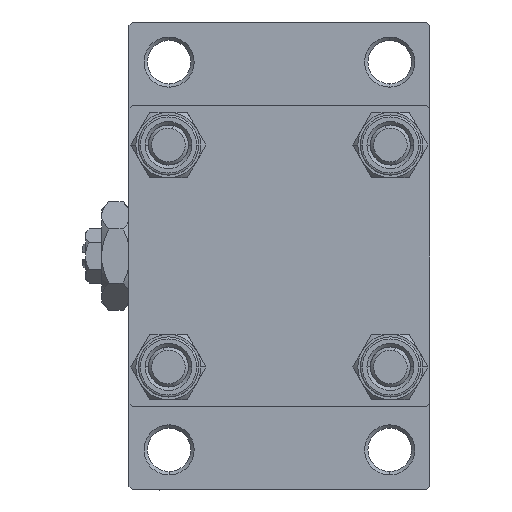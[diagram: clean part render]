
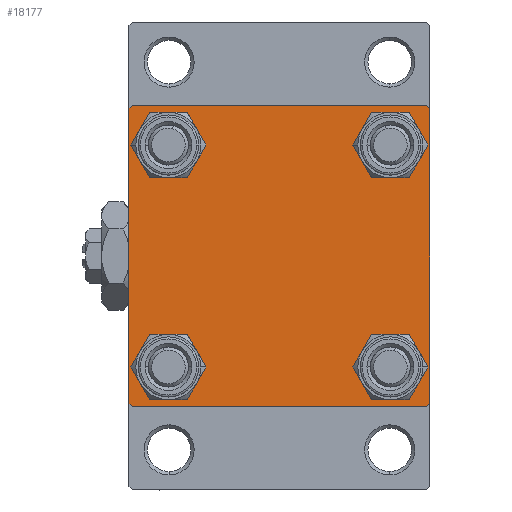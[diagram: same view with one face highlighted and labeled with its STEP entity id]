
A CAD part, left-side view. The second image highlights one B-rep face of the part: STEP entity #18177.
In plain terms, the highlighted planar face has unit normal (-1, 0, 0).
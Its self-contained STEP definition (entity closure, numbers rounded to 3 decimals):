
#113 = DIRECTION ( 'NONE',  ( 0., -1., 0. ) ) ;
#573 = VERTEX_POINT ( 'NONE', #5918 ) ;
#1398 = DIRECTION ( 'NONE',  ( 1., 0., 0. ) ) ;
#1875 = CIRCLE ( 'NONE', #27211, 3.5 ) ;
#2580 = ORIENTED_EDGE ( 'NONE', *, *, #29804, .T. ) ;
#3000 = EDGE_CURVE ( 'NONE', #29630, #36252, #13459, .T. ) ;
#3054 = DIRECTION ( 'NONE',  ( 1., 0., 0. ) ) ;
#3248 = AXIS2_PLACEMENT_3D ( 'NONE', #47573, #1398, #43603 ) ;
#3304 = DIRECTION ( 'NONE',  ( -1., 0., 0. ) ) ;
#3393 = AXIS2_PLACEMENT_3D ( 'NONE', #29665, #24948, #36364 ) ;
#3620 = EDGE_CURVE ( 'NONE', #24952, #14111, #33694, .T. ) ;
#3738 = LINE ( 'NONE', #18129, #36506 ) ;
#3892 = DIRECTION ( 'NONE',  ( 1., 0., 0. ) ) ;
#3917 = EDGE_CURVE ( 'NONE', #30391, #48947, #29382, .T. ) ;
#3963 = CIRCLE ( 'NONE', #32524, 3.5 ) ;
#4075 = VECTOR ( 'NONE', #37555, 1000. ) ;
#5020 = CARTESIAN_POINT ( 'NONE',  ( 0., -16.6, 13.1 ) ) ;
#5580 = CARTESIAN_POINT ( 'NONE',  ( 0., 22.25, 22.25 ) ) ;
#5618 = EDGE_CURVE ( 'NONE', #27444, #32879, #7230, .T. ) ;
#5918 = CARTESIAN_POINT ( 'NONE',  ( 0., 22., -22.5 ) ) ;
#6722 = VECTOR ( 'NONE', #113, 1000. ) ;
#6857 = CARTESIAN_POINT ( 'NONE',  ( 0., 22., 22.5 ) ) ;
#6928 = CARTESIAN_POINT ( 'NONE',  ( 0., -22., -22.5 ) ) ;
#7034 = ORIENTED_EDGE ( 'NONE', *, *, #39645, .T. ) ;
#7230 = CIRCLE ( 'NONE', #3248, 3.5 ) ;
#7282 = DIRECTION ( 'NONE',  ( 0., 0., 1. ) ) ;
#8121 = AXIS2_PLACEMENT_3D ( 'NONE', #29732, #49078, #11334 ) ;
#9026 = CARTESIAN_POINT ( 'NONE',  ( 0., -16.6, -13.1 ) ) ;
#9586 = CARTESIAN_POINT ( 'NONE',  ( 0., 22.25, -22.25 ) ) ;
#10506 = CARTESIAN_POINT ( 'NONE',  ( 0., -22.5, 22.5 ) ) ;
#10767 = FACE_BOUND ( 'NONE', #33516, .T. ) ;
#11046 = CARTESIAN_POINT ( 'NONE',  ( 0., 22.5, -22.5 ) ) ;
#11229 = LINE ( 'NONE', #10506, #21746 ) ;
#11240 = CARTESIAN_POINT ( 'NONE',  ( 0., 16.6, 16.6 ) ) ;
#11334 = DIRECTION ( 'NONE',  ( 0., 0., 1. ) ) ;
#11512 = ORIENTED_EDGE ( 'NONE', *, *, #3000, .T. ) ;
#12979 = CARTESIAN_POINT ( 'NONE',  ( 0., 16.6, 16.6 ) ) ;
#13261 = ORIENTED_EDGE ( 'NONE', *, *, #38341, .T. ) ;
#13459 = CIRCLE ( 'NONE', #38051, 3.5 ) ;
#13508 = DIRECTION ( 'NONE',  ( 0., 0.707, -0.707 ) ) ;
#14111 = VERTEX_POINT ( 'NONE', #28778 ) ;
#14517 = EDGE_CURVE ( 'NONE', #24952, #48890, #16730, .T. ) ;
#14548 = VECTOR ( 'NONE', #13508, 1000. ) ;
#14555 = AXIS2_PLACEMENT_3D ( 'NONE', #37674, #3892, #41655 ) ;
#15631 = CARTESIAN_POINT ( 'NONE',  ( 0., 16.6, -13.1 ) ) ;
#15637 = VERTEX_POINT ( 'NONE', #34110 ) ;
#15706 = ORIENTED_EDGE ( 'NONE', *, *, #3620, .F. ) ;
#15945 = ORIENTED_EDGE ( 'NONE', *, *, #37895, .T. ) ;
#16350 = CARTESIAN_POINT ( 'NONE',  ( 0., -22.5, -22. ) ) ;
#16730 = LINE ( 'NONE', #5580, #14548 ) ;
#16886 = CIRCLE ( 'NONE', #3393, 3.5 ) ;
#17047 = CARTESIAN_POINT ( 'NONE',  ( 0., 16.6, -20.1 ) ) ;
#17235 = VERTEX_POINT ( 'NONE', #15631 ) ;
#17445 = EDGE_LOOP ( 'NONE', ( #19356, #32051, #44860, #15945, #29897, #2580, #15706, #30576 ) ) ;
#18129 = CARTESIAN_POINT ( 'NONE',  ( 0., -22.25, 22.25 ) ) ;
#18177 = ADVANCED_FACE ( 'NONE', ( #40573, #29639, #44791, #10767, #25898 ), #33864, .T. ) ;
#19223 = CARTESIAN_POINT ( 'NONE',  ( 0., 16.6, 20.1 ) ) ;
#19356 = ORIENTED_EDGE ( 'NONE', *, *, #35774, .T. ) ;
#21280 = EDGE_CURVE ( 'NONE', #573, #48206, #23435, .T. ) ;
#21746 = VECTOR ( 'NONE', #48739, 1000. ) ;
#21837 = VERTEX_POINT ( 'NONE', #16350 ) ;
#23408 = DIRECTION ( 'NONE',  ( 1., 0., 0. ) ) ;
#23435 = LINE ( 'NONE', #11046, #6722 ) ;
#24330 = VERTEX_POINT ( 'NONE', #29372 ) ;
#24819 = LINE ( 'NONE', #39994, #45376 ) ;
#24948 = DIRECTION ( 'NONE',  ( 1., 0., 0. ) ) ;
#24952 = VERTEX_POINT ( 'NONE', #6857 ) ;
#25507 = DIRECTION ( 'NONE',  ( 0., 0., 1. ) ) ;
#25898 = FACE_OUTER_BOUND ( 'NONE', #17445, .T. ) ;
#26469 = EDGE_LOOP ( 'NONE', ( #27260, #13261 ) ) ;
#26861 = CARTESIAN_POINT ( 'NONE',  ( 0., 22.5, 22.5 ) ) ;
#27211 = AXIS2_PLACEMENT_3D ( 'NONE', #46594, #27960, #39883 ) ;
#27260 = ORIENTED_EDGE ( 'NONE', *, *, #5618, .T. ) ;
#27444 = VERTEX_POINT ( 'NONE', #9026 ) ;
#27847 = CARTESIAN_POINT ( 'NONE',  ( 0., 22.5, 22. ) ) ;
#27960 = DIRECTION ( 'NONE',  ( 1., 0., 0. ) ) ;
#27968 = CIRCLE ( 'NONE', #8121, 3.5 ) ;
#28778 = CARTESIAN_POINT ( 'NONE',  ( 0., -22., 22.5 ) ) ;
#28794 = EDGE_CURVE ( 'NONE', #48947, #30391, #3963, .T. ) ;
#29372 = CARTESIAN_POINT ( 'NONE',  ( 0., -22.5, 22. ) ) ;
#29382 = CIRCLE ( 'NONE', #33360, 3.5 ) ;
#29630 = VERTEX_POINT ( 'NONE', #5020 ) ;
#29639 = FACE_BOUND ( 'NONE', #26469, .T. ) ;
#29665 = CARTESIAN_POINT ( 'NONE',  ( 0., 16.6, -16.6 ) ) ;
#29732 = CARTESIAN_POINT ( 'NONE',  ( 0., -16.6, -16.6 ) ) ;
#29804 = EDGE_CURVE ( 'NONE', #24330, #14111, #3738, .T. ) ;
#29897 = ORIENTED_EDGE ( 'NONE', *, *, #43010, .F. ) ;
#30391 = VERTEX_POINT ( 'NONE', #30939 ) ;
#30576 = ORIENTED_EDGE ( 'NONE', *, *, #14517, .T. ) ;
#30939 = CARTESIAN_POINT ( 'NONE',  ( 0., 16.6, 13.1 ) ) ;
#31127 = EDGE_LOOP ( 'NONE', ( #42854, #7034 ) ) ;
#31501 = EDGE_CURVE ( 'NONE', #15637, #573, #40133, .T. ) ;
#32051 = ORIENTED_EDGE ( 'NONE', *, *, #31501, .T. ) ;
#32524 = AXIS2_PLACEMENT_3D ( 'NONE', #11240, #3054, #7282 ) ;
#32531 = ORIENTED_EDGE ( 'NONE', *, *, #28794, .T. ) ;
#32686 = DIRECTION ( 'NONE',  ( 0., -0.707, -0.707 ) ) ;
#32879 = VERTEX_POINT ( 'NONE', #48498 ) ;
#32894 = AXIS2_PLACEMENT_3D ( 'NONE', #37330, #3304, #48751 ) ;
#33360 = AXIS2_PLACEMENT_3D ( 'NONE', #12979, #23408, #42788 ) ;
#33516 = EDGE_LOOP ( 'NONE', ( #32531, #48317 ) ) ;
#33561 = DIRECTION ( 'NONE',  ( 0., 0.707, 0.707 ) ) ;
#33694 = LINE ( 'NONE', #41872, #46009 ) ;
#33864 = PLANE ( 'NONE',  #32894 ) ;
#34110 = CARTESIAN_POINT ( 'NONE',  ( 0., 22.5, -22. ) ) ;
#34217 = CARTESIAN_POINT ( 'NONE',  ( 0., -16.6, 20.1 ) ) ;
#35774 = EDGE_CURVE ( 'NONE', #48890, #15637, #37799, .T. ) ;
#36252 = VERTEX_POINT ( 'NONE', #34217 ) ;
#36364 = DIRECTION ( 'NONE',  ( 0., 0., 1. ) ) ;
#36506 = VECTOR ( 'NONE', #33561, 1000. ) ;
#37180 = CARTESIAN_POINT ( 'NONE',  ( 0., -16.6, 16.6 ) ) ;
#37330 = CARTESIAN_POINT ( 'NONE',  ( 0., 0., 0. ) ) ;
#37555 = DIRECTION ( 'NONE',  ( 0., 0., -1. ) ) ;
#37674 = CARTESIAN_POINT ( 'NONE',  ( 0., 16.6, -16.6 ) ) ;
#37799 = LINE ( 'NONE', #26861, #4075 ) ;
#37895 = EDGE_CURVE ( 'NONE', #48206, #21837, #24819, .T. ) ;
#38051 = AXIS2_PLACEMENT_3D ( 'NONE', #37180, #40421, #25507 ) ;
#38341 = EDGE_CURVE ( 'NONE', #32879, #27444, #27968, .T. ) ;
#39098 = EDGE_LOOP ( 'NONE', ( #48289, #11512 ) ) ;
#39645 = EDGE_CURVE ( 'NONE', #46243, #17235, #16886, .T. ) ;
#39717 = VECTOR ( 'NONE', #32686, 1000. ) ;
#39883 = DIRECTION ( 'NONE',  ( 0., 0., 1. ) ) ;
#39994 = CARTESIAN_POINT ( 'NONE',  ( 0., -22.25, -22.25 ) ) ;
#40133 = LINE ( 'NONE', #9586, #39717 ) ;
#40421 = DIRECTION ( 'NONE',  ( 1., 0., 0. ) ) ;
#40443 = EDGE_CURVE ( 'NONE', #36252, #29630, #1875, .T. ) ;
#40573 = FACE_BOUND ( 'NONE', #39098, .T. ) ;
#41544 = EDGE_CURVE ( 'NONE', #17235, #46243, #43143, .T. ) ;
#41655 = DIRECTION ( 'NONE',  ( 0., 0., 1. ) ) ;
#41872 = CARTESIAN_POINT ( 'NONE',  ( 0., 22.5, 22.5 ) ) ;
#42788 = DIRECTION ( 'NONE',  ( 0., 0., 1. ) ) ;
#42854 = ORIENTED_EDGE ( 'NONE', *, *, #41544, .T. ) ;
#43010 = EDGE_CURVE ( 'NONE', #24330, #21837, #11229, .T. ) ;
#43143 = CIRCLE ( 'NONE', #14555, 3.5 ) ;
#43603 = DIRECTION ( 'NONE',  ( 0., 0., 1. ) ) ;
#43961 = DIRECTION ( 'NONE',  ( 0., -0.707, 0.707 ) ) ;
#44791 = FACE_BOUND ( 'NONE', #31127, .T. ) ;
#44860 = ORIENTED_EDGE ( 'NONE', *, *, #21280, .T. ) ;
#45103 = DIRECTION ( 'NONE',  ( 0., -1., 0. ) ) ;
#45376 = VECTOR ( 'NONE', #43961, 1000. ) ;
#46009 = VECTOR ( 'NONE', #45103, 1000. ) ;
#46243 = VERTEX_POINT ( 'NONE', #17047 ) ;
#46594 = CARTESIAN_POINT ( 'NONE',  ( 0., -16.6, 16.6 ) ) ;
#47573 = CARTESIAN_POINT ( 'NONE',  ( 0., -16.6, -16.6 ) ) ;
#48206 = VERTEX_POINT ( 'NONE', #6928 ) ;
#48289 = ORIENTED_EDGE ( 'NONE', *, *, #40443, .T. ) ;
#48317 = ORIENTED_EDGE ( 'NONE', *, *, #3917, .T. ) ;
#48498 = CARTESIAN_POINT ( 'NONE',  ( 0., -16.6, -20.1 ) ) ;
#48739 = DIRECTION ( 'NONE',  ( 0., 0., -1. ) ) ;
#48751 = DIRECTION ( 'NONE',  ( 0., 0., 1. ) ) ;
#48890 = VERTEX_POINT ( 'NONE', #27847 ) ;
#48947 = VERTEX_POINT ( 'NONE', #19223 ) ;
#49078 = DIRECTION ( 'NONE',  ( 1., 0., 0. ) ) ;
